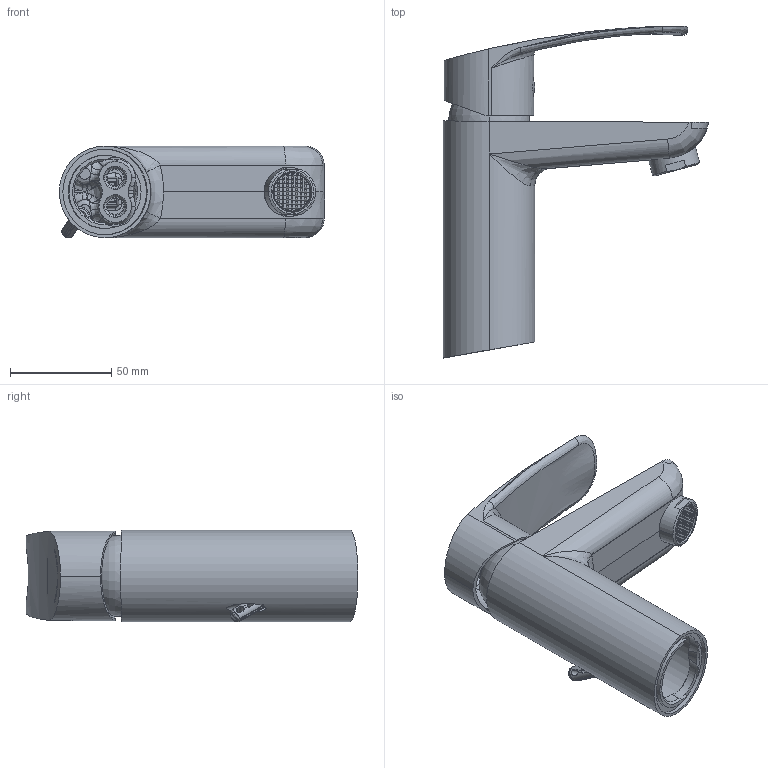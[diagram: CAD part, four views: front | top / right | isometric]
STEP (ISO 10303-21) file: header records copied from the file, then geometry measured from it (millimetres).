
FILE_DESCRIPTION (( 'STEP AP203' ), '1' );
FILE_NAME ('57AP08253.STEP', '2023-11-07T11:56:55', ( '' ), ( '' ), 'SwSTEP 2.0', 'SolidWorks 2021', '' );
FILE_SCHEMA (( 'CONFIG_CONTROL_DESIGN' ));
Products named in the file (1): 57AP08253
Bounding box: 130.76 x 163.61 x 45.2 mm (x, y, z)
Volume: 98854.5 mm3; surface area: 86077.8 mm2
Topology: 7 solids, 7 shells, 1415 faces, 3846 edges, 2477 vertices
Faces by surface type: plane 953, cylinder 202, bspline 195, cone 50, torus 11, sphere 4
Entity records: 63498 total; most frequent: CARTESIAN_POINT 29351, ORIENTED_EDGE 7650, DIRECTION 6080, EDGE_CURVE 3825, VECTOR 2690, LINE 2690, VERTEX_POINT 2477, AXIS2_PLACEMENT_3D 1695
